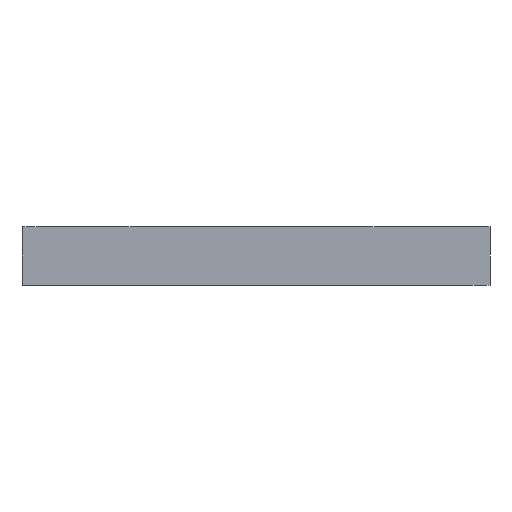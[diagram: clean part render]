
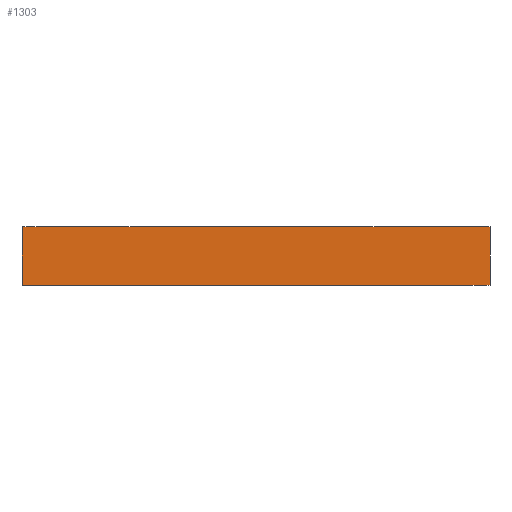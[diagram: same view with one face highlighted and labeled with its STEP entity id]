
A CAD part, front view. The second image highlights one B-rep face of the part: STEP entity #1303.
In plain terms, the highlighted planar face has unit normal (0, -1, 0).
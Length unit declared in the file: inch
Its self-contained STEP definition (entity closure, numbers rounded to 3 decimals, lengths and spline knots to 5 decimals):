
#73=PLANE('',#1459);
#135=FACE_OUTER_BOUND('',#214,.T.);
#214=EDGE_LOOP('',(#1133,#1134,#1135,#1136));
#275=LINE('',#2002,#385);
#338=LINE('',#2220,#448);
#339=LINE('',#2223,#449);
#340=LINE('',#2224,#450);
#385=VECTOR('',#1595,0.3937);
#448=VECTOR('',#1828,0.3937);
#449=VECTOR('',#1831,0.3937);
#450=VECTOR('',#1832,0.3937);
#576=VERTEX_POINT('',#1999);
#577=VERTEX_POINT('',#2001);
#647=VERTEX_POINT('',#2218);
#648=VERTEX_POINT('',#2222);
#718=EDGE_CURVE('',#576,#577,#275,.T.);
#828=EDGE_CURVE('',#647,#577,#338,.T.);
#829=EDGE_CURVE('',#648,#647,#339,.T.);
#830=EDGE_CURVE('',#648,#576,#340,.T.);
#1133=ORIENTED_EDGE('',*,*,#829,.T.);
#1134=ORIENTED_EDGE('',*,*,#828,.T.);
#1135=ORIENTED_EDGE('',*,*,#718,.F.);
#1136=ORIENTED_EDGE('',*,*,#830,.F.);
#1303=ADVANCED_FACE('',(#135),#73,.T.);
#1459=AXIS2_PLACEMENT_3D('',#2221,#1829,#1830);
#1595=DIRECTION('',(1.,0.,0.));
#1828=DIRECTION('',(0.,0.,1.));
#1829=DIRECTION('center_axis',(0.,-1.,0.));
#1830=DIRECTION('ref_axis',(1.,0.,0.));
#1831=DIRECTION('',(1.,0.,0.));
#1832=DIRECTION('',(0.,0.,1.));
#1999=CARTESIAN_POINT('',(-0.58773,-0.46458,0.375));
#2001=CARTESIAN_POINT('',(2.41227,-0.46458,0.375));
#2002=CARTESIAN_POINT('',(-0.58773,-0.46458,0.375));
#2218=CARTESIAN_POINT('',(2.41227,-0.46458,0.));
#2220=CARTESIAN_POINT('',(2.41227,-0.46458,0.));
#2221=CARTESIAN_POINT('Origin',(-0.58773,-0.46458,0.));
#2222=CARTESIAN_POINT('',(-0.58773,-0.46458,0.));
#2223=CARTESIAN_POINT('',(-0.58773,-0.46458,0.));
#2224=CARTESIAN_POINT('',(-0.58773,-0.46458,0.));
